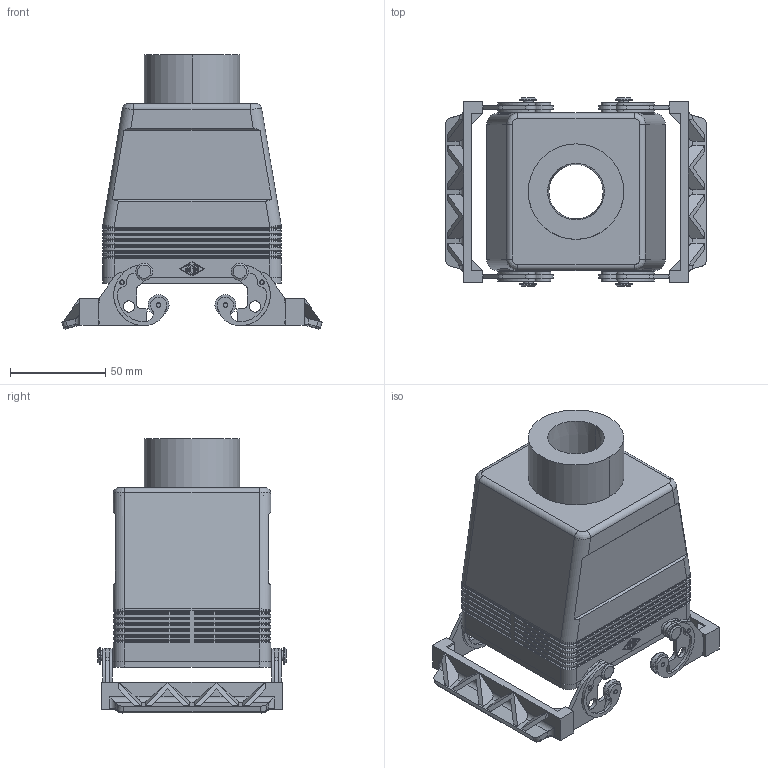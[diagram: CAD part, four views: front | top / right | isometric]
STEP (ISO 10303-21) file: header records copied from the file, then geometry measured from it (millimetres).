
FILE_DESCRIPTION(('Creo Elements/Direct Modeling STEP Export'),'2;1');
FILE_NAME('CHVT_32_6_G.stp','2012-12-19T13:12:05',(''),(''),'Creo Elements/Direct Modeling STEP processor for AP214 (Solid Model)','Creo Elements/Direct Modeling 18.0B 02-Dec-2011 (C) Parametric Technology GmbH','');
FILE_SCHEMA(('AUTOMOTIVE_DESIGN { 1 0 10303 214 1 1 1 1 }'));
Length unit declared in the file: millimetre
Products named in the file (2): CHV_32_G; CHV_32_G.stp
Assembly tree (1 placements, depth 2):
  CHV_32_G.stp
    CHV_32_G
Bounding box: 136.28 x 98.5 x 143.52 mm (x, y, z)
Volume: 216382.4 mm3; surface area: 102542.4 mm2
Topology: 1 solids, 5 shells, 934 faces, 2474 edges, 1585 vertices
Faces by surface type: plane 502, cylinder 310, cone 74, torus 32, bspline 12, sphere 4
Entity records: 29484 total; most frequent: CARTESIAN_POINT 6293, ORIENTED_EDGE 4916, DIRECTION 4827, EDGE_CURVE 2458, AXIS2_PLACEMENT_3D 1640, VERTEX_POINT 1585, VECTOR 1547, LINE 1547
